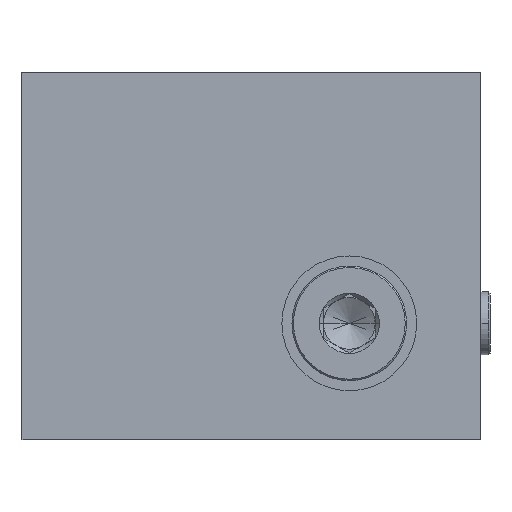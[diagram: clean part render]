
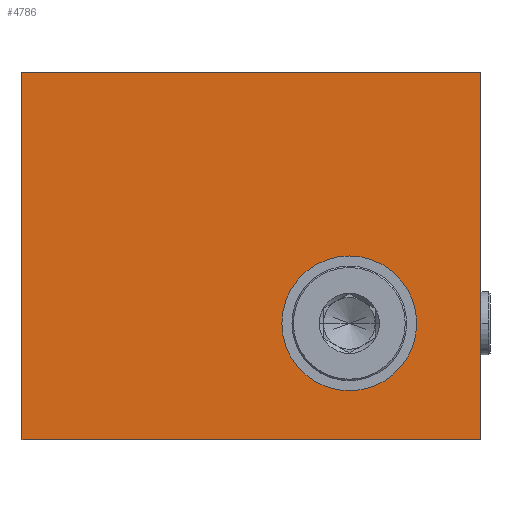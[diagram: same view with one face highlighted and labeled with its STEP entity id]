
A CAD part, left-side view. The second image highlights one B-rep face of the part: STEP entity #4786.
In plain terms, the highlighted planar face has unit normal (-1, 0, 0).
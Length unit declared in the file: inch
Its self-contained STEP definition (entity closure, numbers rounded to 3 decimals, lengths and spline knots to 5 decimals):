
#1=DIRECTION('',(0.,-1.,0.));
#2=VECTOR('',#1,5.);
#3=CARTESIAN_POINT('',(0.,0.,0.));
#4=LINE('',#3,#2);
#37=DIRECTION('',(0.,0.,1.));
#38=VECTOR('',#37,4.);
#39=CARTESIAN_POINT('',(0.,0.,0.));
#40=LINE('',#39,#38);
#41=CARTESIAN_POINT('',(0.,-3.566,1.266));
#42=DIRECTION('',(1.,0.,0.));
#43=DIRECTION('',(0.,0.,-1.));
#44=AXIS2_PLACEMENT_3D('',#41,#42,#43);
#46=CARTESIAN_POINT('',(0.,-3.566,1.266));
#47=DIRECTION('',(1.,0.,0.));
#48=DIRECTION('',(0.,0.,1.));
#49=AXIS2_PLACEMENT_3D('',#46,#47,#48);
#99=DIRECTION('',(0.,0.,1.));
#100=VECTOR('',#99,4.);
#101=CARTESIAN_POINT('',(0.,-5.,0.));
#102=LINE('',#101,#100);
#123=DIRECTION('',(0.,-1.,0.));
#124=VECTOR('',#123,5.);
#125=CARTESIAN_POINT('',(0.,0.,4.));
#126=LINE('',#125,#124);
#4168=CARTESIAN_POINT('',(0.,0.,0.));
#4169=CARTESIAN_POINT('',(0.,-5.,0.));
#4170=VERTEX_POINT('',#4168);
#4171=VERTEX_POINT('',#4169);
#4176=CARTESIAN_POINT('',(0.,0.,4.));
#4177=CARTESIAN_POINT('',(0.,-5.,4.));
#4178=VERTEX_POINT('',#4176);
#4179=VERTEX_POINT('',#4177);
#4212=CARTESIAN_POINT('',(0.,-3.566,0.5315));
#4213=CARTESIAN_POINT('',(0.,-3.566,2.0005));
#4214=VERTEX_POINT('',#4212);
#4215=VERTEX_POINT('',#4213);
#4766=CARTESIAN_POINT('',(0.,0.,0.));
#4767=DIRECTION('',(-1.,0.,0.));
#4768=DIRECTION('',(0.,-1.,0.));
#4769=AXIS2_PLACEMENT_3D('',#4766,#4767,#4768);
#4770=PLANE('',#4769);
#4771=ORIENTED_EDGE('',*,*,#4743,.F.);
#4773=ORIENTED_EDGE('',*,*,#4772,.T.);
#4775=ORIENTED_EDGE('',*,*,#4774,.T.);
#4777=ORIENTED_EDGE('',*,*,#4776,.F.);
#4778=EDGE_LOOP('',(#4771,#4773,#4775,#4777));
#4779=FACE_OUTER_BOUND('',#4778,.F.);
#4781=ORIENTED_EDGE('',*,*,#4780,.F.);
#4783=ORIENTED_EDGE('',*,*,#4782,.F.);
#4784=EDGE_LOOP('',(#4781,#4783));
#4785=FACE_BOUND('',#4784,.F.);
#4786=ADVANCED_FACE('',(#4779,#4785),#4770,.T.);
#45=CIRCLE('',#44,0.7345);
#50=CIRCLE('',#49,0.7345);
#4743=EDGE_CURVE('',#4170,#4171,#4,.T.);
#4772=EDGE_CURVE('',#4170,#4178,#40,.T.);
#4774=EDGE_CURVE('',#4178,#4179,#126,.T.);
#4776=EDGE_CURVE('',#4171,#4179,#102,.T.);
#4780=EDGE_CURVE('',#4214,#4215,#45,.T.);
#4782=EDGE_CURVE('',#4215,#4214,#50,.T.);
